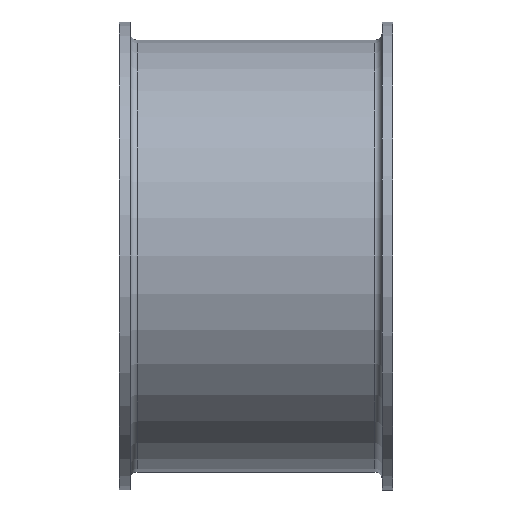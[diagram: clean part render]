
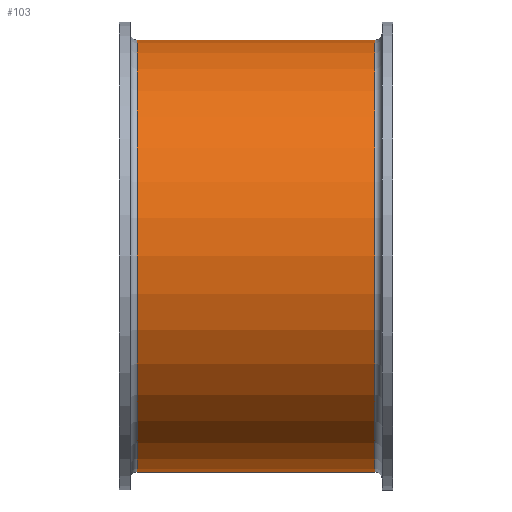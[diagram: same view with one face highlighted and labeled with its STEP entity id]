
A CAD part, front view. The second image highlights one B-rep face of the part: STEP entity #103.
In plain terms, the highlighted cylindrical face has radius 60 mm (diameter 120 mm), a partial arc.
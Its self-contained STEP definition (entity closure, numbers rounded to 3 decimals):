
#21 = DIRECTION ( 'NONE',  ( -1., 0., 0. ) ) ;
#102 = CIRCLE ( 'NONE', #342, 60. ) ;
#103 = ADVANCED_FACE ( 'NONE', ( #668 ), #2715, .T. ) ;
#221 = DIRECTION ( 'NONE',  ( 0., 0., 1. ) ) ;
#342 = AXIS2_PLACEMENT_3D ( 'NONE', #3011, #21, #221 ) ;
#358 = CARTESIAN_POINT ( 'NONE',  ( 33., 0., 0. ) ) ;
#404 = DIRECTION ( 'NONE',  ( 0., 0., 1. ) ) ;
#446 = CIRCLE ( 'NONE', #2793, 60. ) ;
#460 = VERTEX_POINT ( 'NONE', #2821 ) ;
#552 = CARTESIAN_POINT ( 'NONE',  ( 33., 0., -60. ) ) ;
#617 = CARTESIAN_POINT ( 'NONE',  ( 0., 0., 0. ) ) ;
#668 = FACE_OUTER_BOUND ( 'NONE', #1062, .T. ) ;
#824 = DIRECTION ( 'NONE',  ( -1., 0., 0. ) ) ;
#888 = ORIENTED_EDGE ( 'NONE', *, *, #1912, .T. ) ;
#981 = ORIENTED_EDGE ( 'NONE', *, *, #1069, .T. ) ;
#990 = VECTOR ( 'NONE', #2230, 1000. ) ;
#1062 = EDGE_LOOP ( 'NONE', ( #2317, #888, #981, #2211 ) ) ;
#1069 = EDGE_CURVE ( 'NONE', #2587, #460, #1553, .T. ) ;
#1300 = CARTESIAN_POINT ( 'NONE',  ( 0., 0., 60. ) ) ;
#1339 = CARTESIAN_POINT ( 'NONE',  ( 0., 0., -60. ) ) ;
#1399 = VERTEX_POINT ( 'NONE', #552 ) ;
#1421 = CARTESIAN_POINT ( 'NONE',  ( 33., 0., 60. ) ) ;
#1553 = LINE ( 'NONE', #1300, #990 ) ;
#1612 = VERTEX_POINT ( 'NONE', #1627 ) ;
#1627 = CARTESIAN_POINT ( 'NONE',  ( -33., 0., -60. ) ) ;
#1761 = AXIS2_PLACEMENT_3D ( 'NONE', #617, #2962, #404 ) ;
#1770 = VECTOR ( 'NONE', #2785, 1000. ) ;
#1775 = DIRECTION ( 'NONE',  ( 0., 0., 1. ) ) ;
#1912 = EDGE_CURVE ( 'NONE', #1399, #2587, #446, .T. ) ;
#2010 = EDGE_CURVE ( 'NONE', #1612, #460, #102, .T. ) ;
#2211 = ORIENTED_EDGE ( 'NONE', *, *, #2010, .F. ) ;
#2230 = DIRECTION ( 'NONE',  ( -1., 0., 0. ) ) ;
#2317 = ORIENTED_EDGE ( 'NONE', *, *, #2330, .F. ) ;
#2330 = EDGE_CURVE ( 'NONE', #1399, #1612, #2547, .T. ) ;
#2547 = LINE ( 'NONE', #1339, #1770 ) ;
#2587 = VERTEX_POINT ( 'NONE', #1421 ) ;
#2715 = CYLINDRICAL_SURFACE ( 'NONE', #1761, 60. ) ;
#2785 = DIRECTION ( 'NONE',  ( -1., 0., 0. ) ) ;
#2793 = AXIS2_PLACEMENT_3D ( 'NONE', #358, #824, #1775 ) ;
#2821 = CARTESIAN_POINT ( 'NONE',  ( -33., 0., 60. ) ) ;
#2962 = DIRECTION ( 'NONE',  ( -1., 0., 0. ) ) ;
#3011 = CARTESIAN_POINT ( 'NONE',  ( -33., 0., 0. ) ) ;
